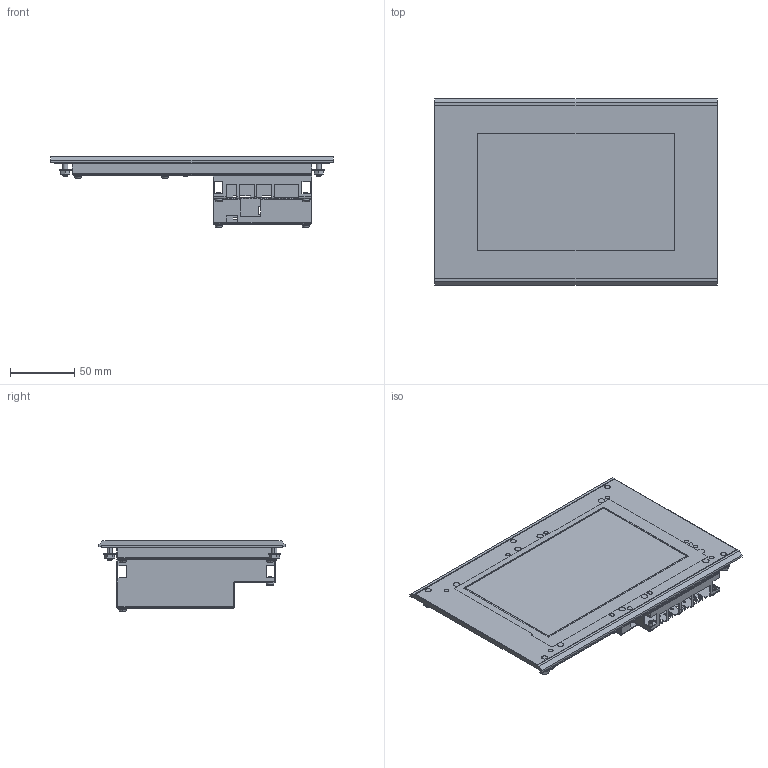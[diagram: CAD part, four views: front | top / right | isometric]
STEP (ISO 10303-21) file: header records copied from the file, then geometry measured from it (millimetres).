
FILE_DESCRIPTION(('STEP AP214'),'1');
FILE_NAME('BT_7_INCH_STEP_SIMPLE.stp','2017-08-27T19:26:34',(' '),(' '),'Spatial InterOp 3D',' ',' ');
FILE_SCHEMA(('AUTOMOTIVE_DESIGN { 1 0 10303 214 1 1 1 1 }'));
Length unit declared in the file: metre
Products named in the file (35): Fronteinheit 7 INCH; Fronteinheit 7 INCH Geometry; Einpressgewindebolzen; KVT_FHL-M4-15_2_03; KVT_FHL-M4-15_2_032; KVT_FHL-M4-15_2_033; KVT_FHL-M4-15_2_034; KVT_FHL-M4-15_2_035; KVT_FHL-M3-8_2_03; KVT_FHL-M3-8_2_032; KVT_FHL-M3-8_2_033; KVT_FHL-M3-8_2_034; KVT_FHL-M3-8_2_035; KVT_FHL-M3-8_2_036; KVT_FHL-M3-8_2_037; KVT_FHL-M3-8_2_038; Dichtung; BT_7_INCH_STEP_SIMPLE; Gehaeuse unten; Gehaeuse oben; Schrauben; Torx-Iso7045M3X05; Torx-Iso7045M3X052; Torx-Iso7045M3X053; Torx-Iso7045M3X054; Torx-Iso7045M3X055; Torx-Iso7045M3X056; Torx-Iso7045M3X057; Torx-Iso7045M3X058; Montagematerial; 626094; 6260942; 6260943; 6260944; 6260945
Assembly tree (34 placements, depth 4):
  BT_7_INCH_STEP_SIMPLE
    Fronteinheit 7 INCH
      Fronteinheit 7 INCH Geometry
      Einpressgewindebolzen
        KVT_FHL-M4-15_2_03
        KVT_FHL-M4-15_2_032
        KVT_FHL-M4-15_2_033
        KVT_FHL-M4-15_2_034
        KVT_FHL-M4-15_2_035
        KVT_FHL-M3-8_2_03
        KVT_FHL-M3-8_2_032
        KVT_FHL-M3-8_2_033
        KVT_FHL-M3-8_2_034
        KVT_FHL-M3-8_2_035
        KVT_FHL-M3-8_2_036
        KVT_FHL-M3-8_2_037
        KVT_FHL-M3-8_2_038
      Dichtung
    Gehaeuse unten
    Gehaeuse oben
    Schrauben
      Torx-Iso7045M3X05
      Torx-Iso7045M3X052
      Torx-Iso7045M3X053
      Torx-Iso7045M3X054
      Torx-Iso7045M3X055
      Torx-Iso7045M3X056
      Torx-Iso7045M3X057
      Torx-Iso7045M3X058
    Montagematerial
      626094
      6260942
      6260943
      6260944
      6260945
Bounding box: 220 x 145 x 55.15 mm (x, y, z)
Volume: 121366.5 mm3; surface area: 217519.5 mm2
Topology: 32 solids, 32 shells, 1335 faces, 3414 edges, 2148 vertices
Faces by surface type: cylinder 601, plane 466, cone 206, torus 62
Entity records: 53259 total; most frequent: CARTESIAN_POINT 8110, DIRECTION 7492, ORIENTED_EDGE 6776, EDGE_CURVE 3388, AXIS2_PLACEMENT_3D 2910, VERTEX_POINT 2148, LINE 1672, VECTOR 1672
